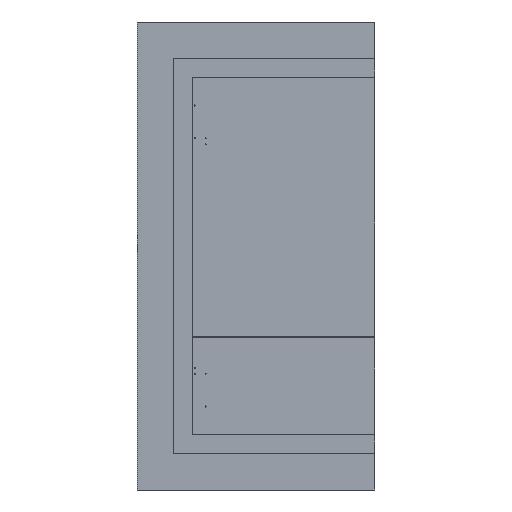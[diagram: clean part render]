
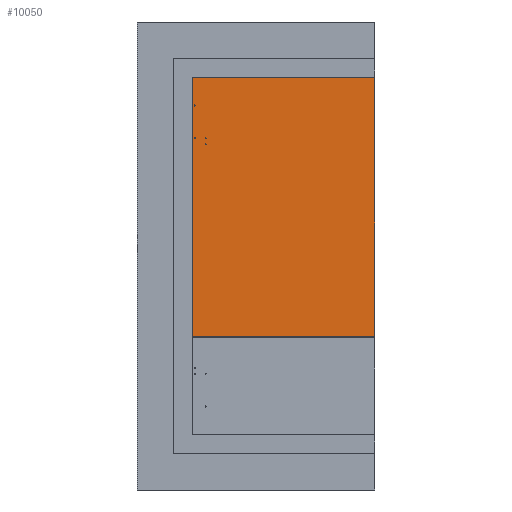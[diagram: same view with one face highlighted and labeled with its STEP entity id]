
A CAD part, left-side view. The second image highlights one B-rep face of the part: STEP entity #10050.
In plain terms, the highlighted planar face has unit normal (-1, 0, 0).
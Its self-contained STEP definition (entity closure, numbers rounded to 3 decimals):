
#7950=CARTESIAN_POINT('',(-42.,-65.15,-1151.6));
#7960=DIRECTION('',(0.,0.,1.));
#7970=VECTOR('',#7960,1.);
#7980=LINE('',#7950,#7970);
#7990=CARTESIAN_POINT('',(-42.,-65.15,-2352.25));
#8000=VERTEX_POINT('',#7990);
#8010=CARTESIAN_POINT('',(-42.,-65.15,-1273.75));
#8020=VERTEX_POINT('',#8010);
#8030=EDGE_CURVE('',#8000,#8020,#7980,.T.);
#8730=CARTESIAN_POINT('',(-42.,-826.65,-2352.25));
#8740=VERTEX_POINT('',#8730);
#8770=CARTESIAN_POINT('',(-42.,-826.65,-1151.6));
#8780=DIRECTION('',(0.,0.,-1.));
#8790=VECTOR('',#8780,1.);
#8800=LINE('',#8770,#8790);
#8810=CARTESIAN_POINT('',(-42.,-826.65,-1273.75));
#8820=VERTEX_POINT('',#8810);
#8830=EDGE_CURVE('',#8820,#8740,#8800,.T.);
#9240=CARTESIAN_POINT('',(-42.,-126.65,-2623.088));
#9250=DIRECTION('',(-1.,0.,0.));
#9260=DIRECTION('',(0.,0.,1.));
#9270=AXIS2_PLACEMENT_3D('',#9240,#9250,#9260);
#9280=PLANE('',#9270);
#9290=CARTESIAN_POINT('',(-42.,-128.75,-1536.25));
#9300=DIRECTION('',(1.,0.,0.));
#9310=DIRECTION('',(0.,0.,-1.));
#9320=AXIS2_PLACEMENT_3D('',#9290,#9300,#9310);
#9330=CIRCLE('',#9320,2.1);
#9340=CARTESIAN_POINT('',(-42.,-128.75,-1538.35));
#9350=VERTEX_POINT('',#9340);
#9360=CARTESIAN_POINT('',(-42.,-128.75,-1534.15));
#9370=VERTEX_POINT('',#9360);
#9380=EDGE_CURVE('',#9350,#9370,#9330,.T.);
#9390=ORIENTED_EDGE('',*,*,#9380,.T.);
#9400=EDGE_CURVE('',#9370,#9350,#9330,.T.);
#9410=ORIENTED_EDGE('',*,*,#9400,.T.);
#9420=EDGE_LOOP('',(#9410,#9390));
#9430=FACE_BOUND('',#9420,.T.);
#9440=CARTESIAN_POINT('',(-42.,-84.75,-1536.25));
#9450=DIRECTION('',(1.,0.,0.));
#9460=DIRECTION('',(0.,0.,-1.));
#9470=AXIS2_PLACEMENT_3D('',#9440,#9450,#9460);
#9480=CIRCLE('',#9470,2.1);
#9490=CARTESIAN_POINT('',(-42.,-84.75,-1538.35));
#9500=VERTEX_POINT('',#9490);
#9510=CARTESIAN_POINT('',(-42.,-84.75,-1534.15));
#9520=VERTEX_POINT('',#9510);
#9530=EDGE_CURVE('',#9500,#9520,#9480,.T.);
#9540=ORIENTED_EDGE('',*,*,#9530,.T.);
#9550=EDGE_CURVE('',#9520,#9500,#9480,.T.);
#9560=ORIENTED_EDGE('',*,*,#9550,.T.);
#9570=EDGE_LOOP('',(#9560,#9540));
#9580=FACE_BOUND('',#9570,.T.);
#9590=CARTESIAN_POINT('',(-42.,-84.75,-1401.25));
#9600=DIRECTION('',(1.,0.,0.));
#9610=DIRECTION('',(0.,0.,-1.));
#9620=AXIS2_PLACEMENT_3D('',#9590,#9600,#9610);
#9630=CIRCLE('',#9620,2.1);
#9640=CARTESIAN_POINT('',(-42.,-84.75,-1403.35));
#9650=VERTEX_POINT('',#9640);
#9660=CARTESIAN_POINT('',(-42.,-84.75,-1399.15));
#9670=VERTEX_POINT('',#9660);
#9680=EDGE_CURVE('',#9650,#9670,#9630,.T.);
#9690=ORIENTED_EDGE('',*,*,#9680,.T.);
#9700=EDGE_CURVE('',#9670,#9650,#9630,.T.);
#9710=ORIENTED_EDGE('',*,*,#9700,.T.);
#9720=EDGE_LOOP('',(#9710,#9690));
#9730=FACE_BOUND('',#9720,.T.);
#9740=CARTESIAN_POINT('',(-42.,-128.75,-1561.25));
#9750=DIRECTION('',(1.,0.,0.));
#9760=DIRECTION('',(0.,0.,-1.));
#9770=AXIS2_PLACEMENT_3D('',#9740,#9750,#9760);
#9780=CIRCLE('',#9770,2.1);
#9790=CARTESIAN_POINT('',(-42.,-128.75,-1563.35));
#9800=VERTEX_POINT('',#9790);
#9810=CARTESIAN_POINT('',(-42.,-128.75,-1559.15));
#9820=VERTEX_POINT('',#9810);
#9830=EDGE_CURVE('',#9800,#9820,#9780,.T.);
#9840=ORIENTED_EDGE('',*,*,#9830,.T.);
#9850=EDGE_CURVE('',#9820,#9800,#9780,.T.);
#9860=ORIENTED_EDGE('',*,*,#9850,.T.);
#9870=EDGE_LOOP('',(#9860,#9840));
#9880=FACE_BOUND('',#9870,.T.);
#9890=CARTESIAN_POINT('',(-42.,-193.9,-1273.75));
#9900=DIRECTION('',(0.,1.,0.));
#9910=VECTOR('',#9900,1.);
#9920=LINE('',#9890,#9910);
#9930=EDGE_CURVE('',#8820,#8020,#9920,.T.);
#9940=ORIENTED_EDGE('',*,*,#9930,.T.);
#9950=ORIENTED_EDGE('',*,*,#8830,.F.);
#9960=CARTESIAN_POINT('',(-42.,-193.9,-2352.25));
#9970=DIRECTION('',(0.,-1.,0.));
#9980=VECTOR('',#9970,1.);
#9990=LINE('',#9960,#9980);
#10000=EDGE_CURVE('',#8000,#8740,#9990,.T.);
#10010=ORIENTED_EDGE('',*,*,#10000,.T.);
#10020=ORIENTED_EDGE('',*,*,#8030,.F.);
#10030=EDGE_LOOP('',(#10020,#10010,#9950,#9940));
#10040=FACE_OUTER_BOUND('',#10030,.T.);
#10050=ADVANCED_FACE('',(#9430,#9580,#9730,#9880,#10040),#9280,.T.);
